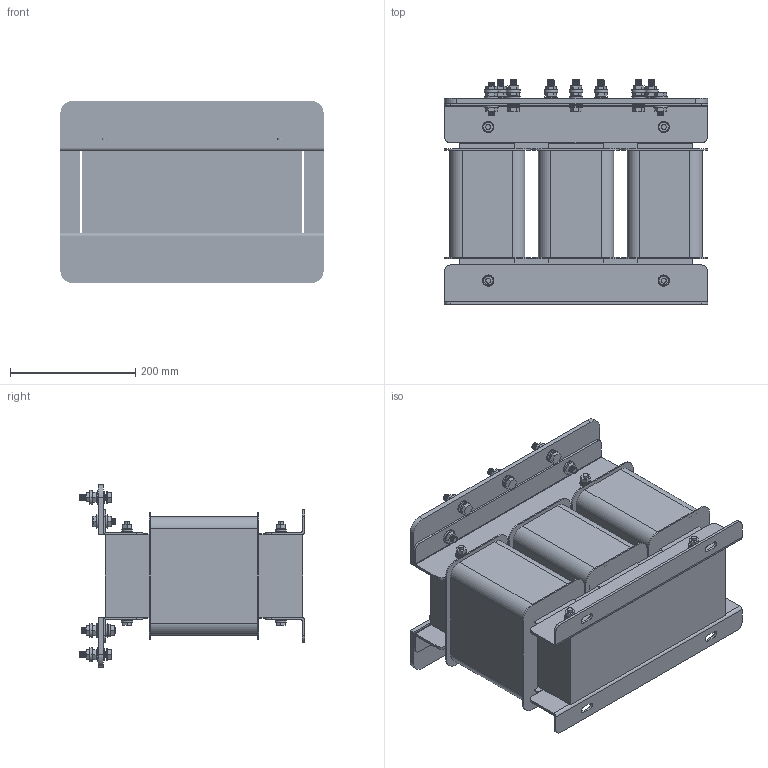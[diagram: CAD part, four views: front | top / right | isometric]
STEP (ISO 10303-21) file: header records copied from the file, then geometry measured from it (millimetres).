
FILE_DESCRIPTION((''),'2;1');
FILE_NAME('ASM0002_ASM','2024-09-21T',('Administrator'),(''),'PRO/ENGINEER BY PARAMETRIC TECHNOLOGY CORPORATION, 2008380','PRO/ENGINEER BY PARAMETRIC TECHNOLOGY CORPORATION, 2008380','');
FILE_SCHEMA(('CONFIG_CONTROL_DESIGN'));
Length unit declared in the file: millimetre
Products named in the file (16): PRT0001; PRT0004; PRT0003; PRT0008; PRT0009; PRT0010; PRT0011; PRT0012; PRT0006; PRT0005; PRT0016_6; PRT0013_1; PRT0014_1; PRT0012_2; PRT0018_2; ASM0002_ASM
Assembly tree (60 placements, depth 2):
  ASM0002_ASM
    PRT0001
    PRT0004  x3
    PRT0003  x2
    PRT0008  x2
    PRT0009  x8
    PRT0010  x4
    PRT0011  x4
    PRT0012  x4
    PRT0006
    PRT0005
    PRT0016_6  x8
    PRT0013_1  x3
    PRT0014_1  x3
    PRT0012_2  x8
    PRT0018_2  x8
Bounding box: 421 x 359 x 291 mm (x, y, z)
Volume: 19341846.1 mm3; surface area: 1771675.8 mm2
Topology: 60 solids, 60 shells, 1763 faces, 4648 edges, 3105 vertices
Faces by surface type: cylinder 911, plane 618, bspline 210, torus 16, extrusion 8
Entity records: 26202 total; most frequent: CARTESIAN_POINT 15792, ORIENTED_EDGE 2126, DIRECTION 1957, EDGE_CURVE 1063, VERTEX_POINT 718, AXIS2_PLACEMENT_3D 695, VECTOR 567, LINE 566
